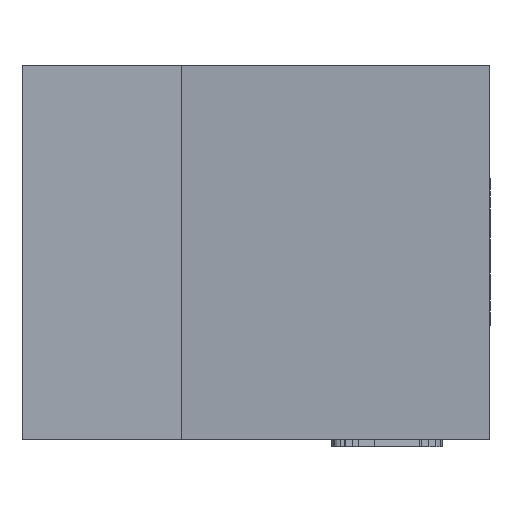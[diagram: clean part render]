
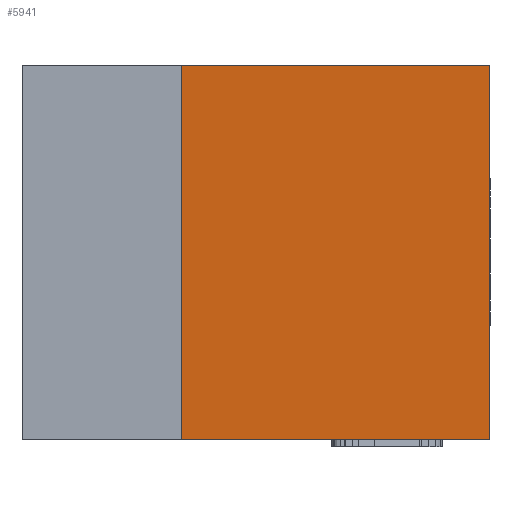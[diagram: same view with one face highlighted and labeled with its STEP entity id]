
A CAD part, front view. The second image highlights one B-rep face of the part: STEP entity #5941.
In plain terms, the highlighted planar face has unit normal (0.821, -0.571, 0).
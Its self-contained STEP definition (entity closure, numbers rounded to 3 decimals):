
#1086=FACE_OUTER_BOUND('',#1426,.T.);
#1426=EDGE_LOOP('',(#5467,#5468,#5469,#5470));
#1505=LINE('',#7191,#1911);
#1831=LINE('',#12523,#2237);
#1832=LINE('',#12524,#2238);
#1833=LINE('',#12525,#2239);
#1911=VECTOR('',#6134,10.);
#2237=VECTOR('',#6562,10.);
#2238=VECTOR('',#6563,10.);
#2239=VECTOR('',#6564,10.);
#2330=VERTEX_POINT('',#7188);
#2331=VERTEX_POINT('',#7190);
#2845=VERTEX_POINT('',#12521);
#2846=VERTEX_POINT('',#12522);
#2959=EDGE_CURVE('',#2331,#2330,#1505,.T.);
#3729=EDGE_CURVE('',#2845,#2846,#1831,.T.);
#3730=EDGE_CURVE('',#2331,#2846,#1832,.T.);
#3731=EDGE_CURVE('',#2330,#2845,#1833,.T.);
#5467=ORIENTED_EDGE('',*,*,#3729,.T.);
#5468=ORIENTED_EDGE('',*,*,#3730,.F.);
#5469=ORIENTED_EDGE('',*,*,#2959,.T.);
#5470=ORIENTED_EDGE('',*,*,#3731,.T.);
#5624=PLANE('',#6033);
#5941=ADVANCED_FACE('',(#1086),#5624,.T.);
#6033=AXIS2_PLACEMENT_3D('',#12520,#6560,#6561);
#6134=DIRECTION('',(0.571,0.821,0.));
#6560=DIRECTION('center_axis',(0.821,-0.571,0.));
#6561=DIRECTION('ref_axis',(0.571,0.821,0.));
#6562=DIRECTION('',(-0.571,-0.821,0.));
#6563=DIRECTION('',(0.,0.,1.));
#6564=DIRECTION('',(0.,0.,1.));
#7188=CARTESIAN_POINT('',(5.5,-71.125,0.));
#7190=CARTESIAN_POINT('',(-2.739,-82.975,0.));
#7191=CARTESIAN_POINT('',(-2.739,-82.975,0.));
#12520=CARTESIAN_POINT('Origin',(-2.739,-82.975,0.));
#12521=CARTESIAN_POINT('',(5.5,-71.125,10.));
#12522=CARTESIAN_POINT('',(-2.739,-82.975,10.));
#12523=CARTESIAN_POINT('',(17.212,-54.281,10.));
#12524=CARTESIAN_POINT('',(-2.739,-82.975,0.));
#12525=CARTESIAN_POINT('',(5.5,-71.125,0.));
